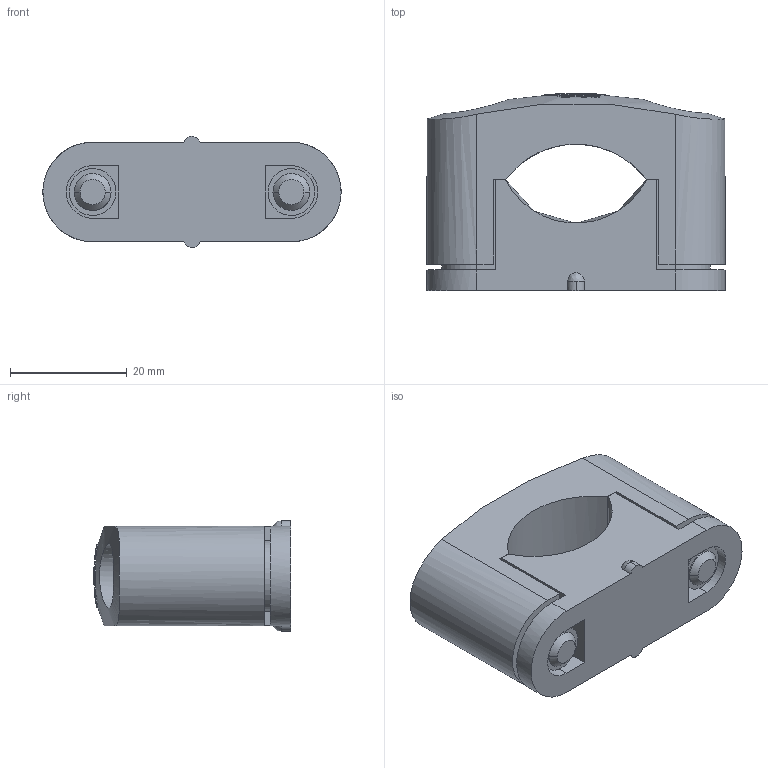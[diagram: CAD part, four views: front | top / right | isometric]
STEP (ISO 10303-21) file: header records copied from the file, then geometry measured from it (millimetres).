
FILE_DESCRIPTION(/* description */ (''),/* implementation_level */ '2;1');
FILE_NAME(/* name */ '2124254',/* time_stamp */ '2015-07-24T15:19:14+02:00',/* author */ (''),/* organization */ (''),/* preprocessor_version */ 'ST-DEVELOPER v15',/* originating_system */ '',/* authorisation */ '');
FILE_SCHEMA (('CONFIG_CONTROL_DESIGN'));
Length unit declared in the file: millimetre
Products named in the file (2): Document; Block 01
Assembly tree (1 placements, depth 2):
  Document
    Block 01
Bounding box: 50.99 x 33.7 x 19 mm (x, y, z)
Volume: 11694.6 mm3; surface area: 12041.3 mm2
Topology: 3 solids, 4 shells, 311 faces, 806 edges, 532 vertices
Faces by surface type: bspline 181, plane 130
Entity records: 16085 total; most frequent: CARTESIAN_POINT 10843, ORIENTED_EDGE 1600, EDGE_CURVE 804, B_SPLINE_CURVE_WITH_KNOTS 597, VERTEX_POINT 532, EDGE_LOOP 354, ADVANCED_FACE 311, FACE_OUTER_BOUND 311
